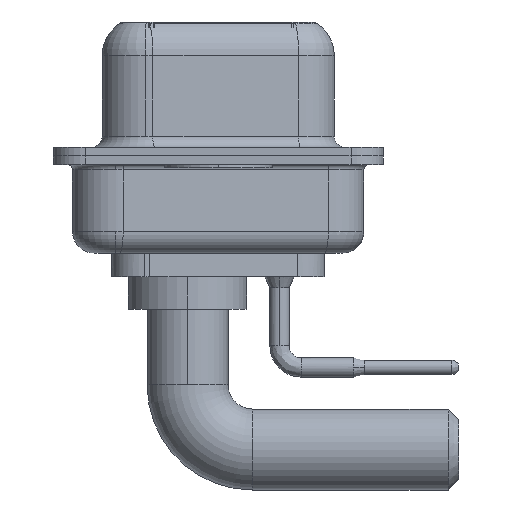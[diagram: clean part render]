
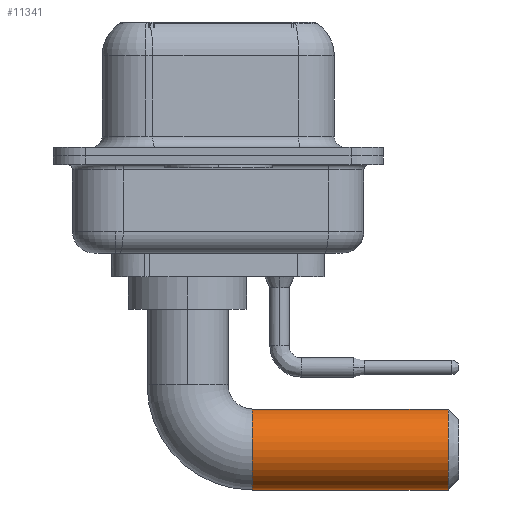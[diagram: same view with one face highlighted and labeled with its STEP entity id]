
A CAD part, left-side view. The second image highlights one B-rep face of the part: STEP entity #11341.
In plain terms, the highlighted cylindrical face has radius 1.875 mm (diameter 3.75 mm), a partial arc.
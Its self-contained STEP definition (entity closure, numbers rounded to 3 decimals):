
#18 = DIRECTION ( 'NONE',  ( 0., -1., 0. ) ) ;
#76 = FACE_OUTER_BOUND ( 'NONE', #6053, .T. ) ;
#633 = AXIS2_PLACEMENT_3D ( 'NONE', #9173, #12233, #7800 ) ;
#1662 = CARTESIAN_POINT ( 'NONE',  ( 0., -3., -8.375 ) ) ;
#2617 = CARTESIAN_POINT ( 'NONE',  ( 0., -12.07, -8.375 ) ) ;
#2770 = VERTEX_POINT ( 'NONE', #11380 ) ;
#3041 = DIRECTION ( 'NONE',  ( 0., -1., 0. ) ) ;
#3231 = CARTESIAN_POINT ( 'NONE',  ( 0., -3., -6.5 ) ) ;
#3635 = VECTOR ( 'NONE', #4615, 1000. ) ;
#4521 = VERTEX_POINT ( 'NONE', #4637 ) ;
#4615 = DIRECTION ( 'NONE',  ( 0., -1., 0. ) ) ;
#4637 = CARTESIAN_POINT ( 'NONE',  ( 0., -3., -8.375 ) ) ;
#6053 = EDGE_LOOP ( 'NONE', ( #10850, #7200, #11081, #18873 ) ) ;
#6339 = CIRCLE ( 'NONE', #15453, 1.875 ) ;
#6398 = EDGE_CURVE ( 'NONE', #4521, #14333, #12072, .T. ) ;
#7200 = ORIENTED_EDGE ( 'NONE', *, *, #12350, .T. ) ;
#7443 = LINE ( 'NONE', #14948, #8470 ) ;
#7800 = DIRECTION ( 'NONE',  ( 0., 0., -1. ) ) ;
#8470 = VECTOR ( 'NONE', #18, 1000. ) ;
#9173 = CARTESIAN_POINT ( 'NONE',  ( 0., -3., -6.5 ) ) ;
#9864 = CARTESIAN_POINT ( 'NONE',  ( 0., -12.07, -6.5 ) ) ;
#10168 = DIRECTION ( 'NONE',  ( 0., 1., 0. ) ) ;
#10273 = CARTESIAN_POINT ( 'NONE',  ( 0., -12.07, -4.625 ) ) ;
#10656 = CIRCLE ( 'NONE', #13175, 1.875 ) ;
#10850 = ORIENTED_EDGE ( 'NONE', *, *, #15976, .F. ) ;
#11081 = ORIENTED_EDGE ( 'NONE', *, *, #6398, .T. ) ;
#11254 = VERTEX_POINT ( 'NONE', #10273 ) ;
#11341 = ADVANCED_FACE ( 'NONE', ( #76 ), #13711, .T. ) ;
#11380 = CARTESIAN_POINT ( 'NONE',  ( 0., -3., -4.625 ) ) ;
#12072 = LINE ( 'NONE', #1662, #3635 ) ;
#12233 = DIRECTION ( 'NONE',  ( 0., -1., 0. ) ) ;
#12350 = EDGE_CURVE ( 'NONE', #2770, #4521, #6339, .T. ) ;
#13175 = AXIS2_PLACEMENT_3D ( 'NONE', #9864, #10168, #14510 ) ;
#13711 = CYLINDRICAL_SURFACE ( 'NONE', #633, 1.875 ) ;
#14271 = EDGE_CURVE ( 'NONE', #14333, #11254, #10656, .T. ) ;
#14333 = VERTEX_POINT ( 'NONE', #2617 ) ;
#14510 = DIRECTION ( 'NONE',  ( 0., 0., -1. ) ) ;
#14948 = CARTESIAN_POINT ( 'NONE',  ( 0., -3., -4.625 ) ) ;
#15453 = AXIS2_PLACEMENT_3D ( 'NONE', #3231, #3041, #18274 ) ;
#15976 = EDGE_CURVE ( 'NONE', #2770, #11254, #7443, .T. ) ;
#18274 = DIRECTION ( 'NONE',  ( -1., 0., 0. ) ) ;
#18873 = ORIENTED_EDGE ( 'NONE', *, *, #14271, .T. ) ;
